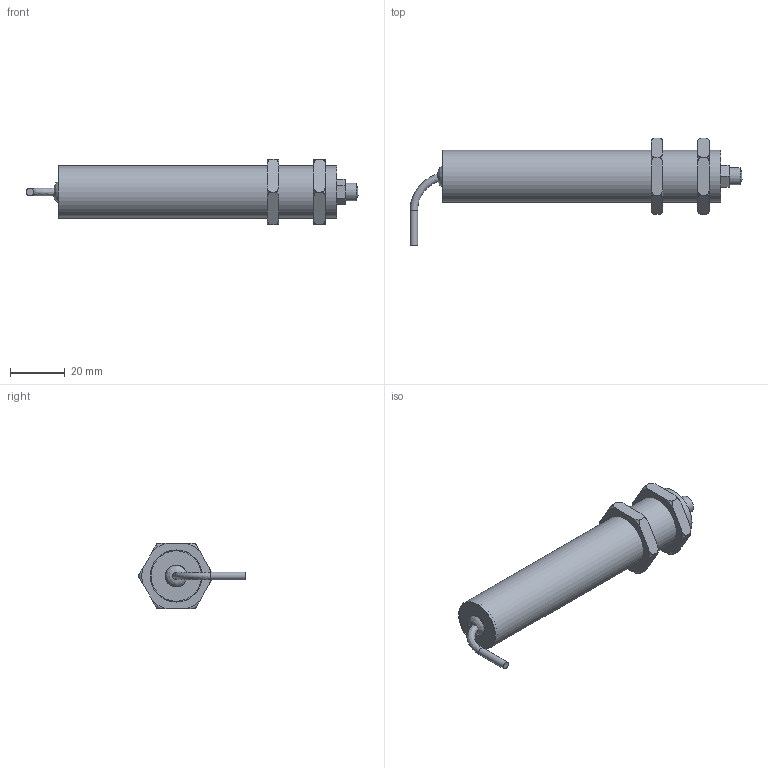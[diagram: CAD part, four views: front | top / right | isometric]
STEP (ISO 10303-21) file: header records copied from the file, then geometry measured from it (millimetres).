
FILE_DESCRIPTION (( 'STEP AP214' ), '1' );
FILE_NAME ('LRSE18-025A-00-10A.STEP', '2020-04-15T18:24:42', ( '' ), ( '' ), 'SwSTEP 2.0', 'SolidWorks 2019', '' );
FILE_SCHEMA (( 'AUTOMOTIVE_DESIGN' ));
Length unit declared in the file: inch
Products named in the file (1): LRSE18-025A-00-10A
Bounding box: 121.31 x 39.26 x 24 mm (x, y, z)
Volume: 15956.7 mm3; surface area: 19037.2 mm2
Topology: 11 solids, 11 shells, 115 faces, 249 edges, 165 vertices
Faces by surface type: plane 48, bspline 31, cylinder 26, cone 10
Full cylindrical faces by diameter (mm): 2.375 x1, 2.769 x3, 2.845 x1, 4.775 x2, 5.537 x1, 6.35 x1, 6.629 x1, 7.785 x1, 12.7 x1, 15.748 x1, 15.85 x1, 15.875 x1, 16.51 x2, 16.9 x2, 17.399 x2, 17.78 x1, 18.034 x1, 18.415 x2, 19.05 x1
Entity records: 4167 total; most frequent: CARTESIAN_POINT 1969, ORIENTED_EDGE 388, DIRECTION 342, EDGE_CURVE 194, EDGE_LOOP 178, VERTEX_POINT 152, AXIS2_PLACEMENT_3D 147, FACE_OUTER_BOUND 147
